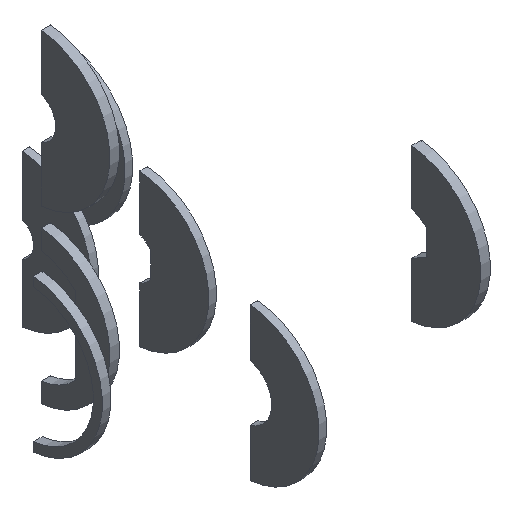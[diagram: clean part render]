
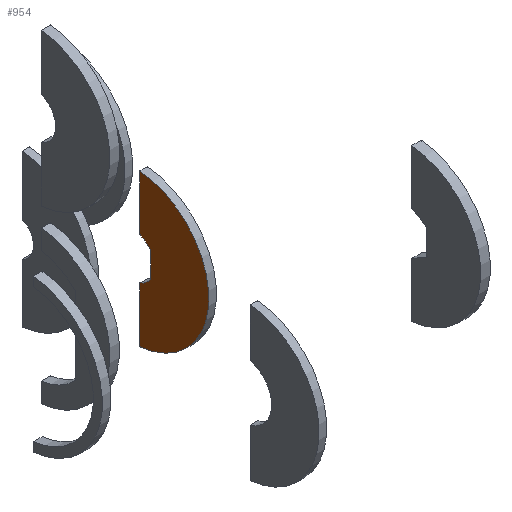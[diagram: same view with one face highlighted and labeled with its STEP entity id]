
A CAD part, isometric view. The second image highlights one B-rep face of the part: STEP entity #954.
In plain terms, the highlighted planar face has unit normal (-1, 0, 0).
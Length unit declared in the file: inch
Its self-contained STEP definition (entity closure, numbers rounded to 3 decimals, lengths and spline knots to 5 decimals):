
#92=PLANE('',#1134);
#142=FACE_OUTER_BOUND('',#200,.T.);
#200=EDGE_LOOP('',(#771,#772,#773,#774,#775,#776));
#261=LINE('',#1611,#351);
#265=LINE('',#1623,#355);
#269=LINE('',#1634,#359);
#351=VECTOR('',#1309,0.3937);
#355=VECTOR('',#1321,0.3937);
#359=VECTOR('',#1333,0.3937);
#425=CIRCLE('',#1122,0.58375);
#427=CIRCLE('',#1126,2.013);
#429=CIRCLE('',#1130,0.58375);
#475=VERTEX_POINT('',#1601);
#476=VERTEX_POINT('',#1602);
#479=VERTEX_POINT('',#1610);
#481=VERTEX_POINT('',#1616);
#483=VERTEX_POINT('',#1622);
#485=VERTEX_POINT('',#1628);
#573=EDGE_CURVE('',#475,#476,#425,.T.);
#577=EDGE_CURVE('',#479,#476,#261,.T.);
#580=EDGE_CURVE('',#481,#479,#427,.T.);
#583=EDGE_CURVE('',#483,#481,#265,.T.);
#586=EDGE_CURVE('',#483,#485,#429,.T.);
#589=EDGE_CURVE('',#475,#485,#269,.T.);
#771=ORIENTED_EDGE('',*,*,#589,.F.);
#772=ORIENTED_EDGE('',*,*,#573,.T.);
#773=ORIENTED_EDGE('',*,*,#577,.F.);
#774=ORIENTED_EDGE('',*,*,#580,.F.);
#775=ORIENTED_EDGE('',*,*,#583,.F.);
#776=ORIENTED_EDGE('',*,*,#586,.T.);
#954=ADVANCED_FACE('',(#142),#92,.F.);
#1122=AXIS2_PLACEMENT_3D('',#1603,#1301,#1302);
#1126=AXIS2_PLACEMENT_3D('',#1617,#1314,#1315);
#1130=AXIS2_PLACEMENT_3D('',#1629,#1326,#1327);
#1134=AXIS2_PLACEMENT_3D('',#1637,#1337,#1338);
#1301=DIRECTION('center_axis',(1.,0.,0.));
#1302=DIRECTION('ref_axis',(0.,-0.827,-0.562));
#1309=DIRECTION('',(0.,0.,1.));
#1314=DIRECTION('center_axis',(1.,0.,0.));
#1315=DIRECTION('ref_axis',(0.,0.,-1.));
#1321=DIRECTION('',(0.,0.,1.));
#1326=DIRECTION('center_axis',(1.,0.,0.));
#1327=DIRECTION('ref_axis',(0.,0.827,0.562));
#1333=DIRECTION('',(0.,0.,1.));
#1337=DIRECTION('center_axis',(1.,0.,0.));
#1338=DIRECTION('ref_axis',(0.,0.,-1.));
#1601=CARTESIAN_POINT('',(0.,-0.4827,-0.32827));
#1602=CARTESIAN_POINT('',(0.,-0.2,-0.54842));
#1603=CARTESIAN_POINT('Origin',(0.,0.,0.));
#1610=CARTESIAN_POINT('',(0.,-0.2,-2.00304));
#1611=CARTESIAN_POINT('',(0.,-0.2,-2.2));
#1616=CARTESIAN_POINT('',(0.,-0.2,2.00304));
#1617=CARTESIAN_POINT('Origin',(0.,0.,0.));
#1622=CARTESIAN_POINT('',(0.,-0.2,0.54842));
#1623=CARTESIAN_POINT('',(0.,-0.2,-2.2));
#1628=CARTESIAN_POINT('',(0.,-0.4827,0.32827));
#1629=CARTESIAN_POINT('Origin',(0.,0.,0.));
#1634=CARTESIAN_POINT('',(0.,-0.4827,-0.32827));
#1637=CARTESIAN_POINT('Origin',(0.,-1.1065,0.));
